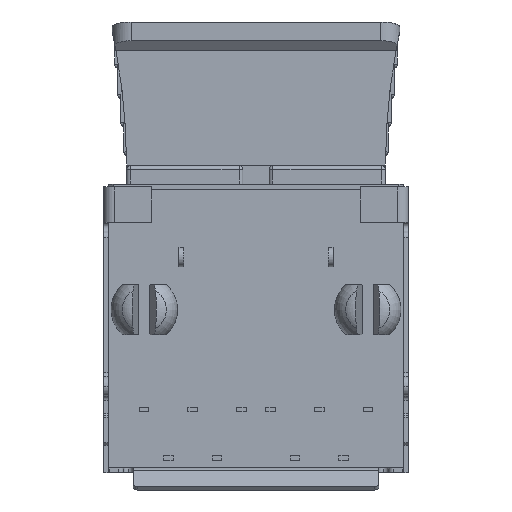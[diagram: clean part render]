
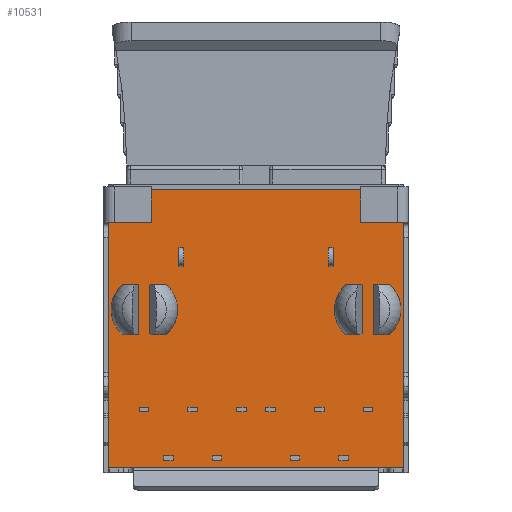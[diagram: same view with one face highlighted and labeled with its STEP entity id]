
A CAD part, front view. The second image highlights one B-rep face of the part: STEP entity #10531.
In plain terms, the highlighted planar face has unit normal (0, -1, 0).
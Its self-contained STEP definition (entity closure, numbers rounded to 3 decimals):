
#37 = ORIENTED_EDGE ( 'NONE', *, *, #15561, .F. ) ;
#180 = EDGE_LOOP ( 'NONE', ( #8472, #13851 ) ) ;
#190 = FACE_BOUND ( 'NONE', #14192, .T. ) ;
#378 = DIRECTION ( 'NONE',  ( 1., 0., 0. ) ) ;
#718 = CIRCLE ( 'NONE', #3543, 1.3 ) ;
#802 = CARTESIAN_POINT ( 'NONE',  ( 7.7, -5.425, -10.45 ) ) ;
#1029 = LINE ( 'NONE', #11588, #7922 ) ;
#1196 = CARTESIAN_POINT ( 'NONE',  ( -6.123, -5.425, -24.4 ) ) ;
#1380 = AXIS2_PLACEMENT_3D ( 'NONE', #12108, #4867, #13288 ) ;
#1398 = VECTOR ( 'NONE', #6657, 1000. ) ;
#1423 = VERTEX_POINT ( 'NONE', #7385 ) ;
#1427 = VECTOR ( 'NONE', #2390, 1000. ) ;
#1478 = ORIENTED_EDGE ( 'NONE', *, *, #5402, .T. ) ;
#1567 = CARTESIAN_POINT ( 'NONE',  ( 0., -5.425, 0. ) ) ;
#1761 = CARTESIAN_POINT ( 'NONE',  ( 5.527, -5.425, -16.265 ) ) ;
#1802 = EDGE_CURVE ( 'NONE', #11845, #1423, #4700, .T. ) ;
#2144 = AXIS2_PLACEMENT_3D ( 'NONE', #1567, #7973, #15593 ) ;
#2373 = CARTESIAN_POINT ( 'NONE',  ( 7.7, -5.425, -23.25 ) ) ;
#2390 = DIRECTION ( 'NONE',  ( 0., 0., -1. ) ) ;
#2447 = VERTEX_POINT ( 'NONE', #3088 ) ;
#2481 = DIRECTION ( 'NONE',  ( 0., 0., 1. ) ) ;
#2684 = ORIENTED_EDGE ( 'NONE', *, *, #15344, .T. ) ;
#2701 = ORIENTED_EDGE ( 'NONE', *, *, #5056, .F. ) ;
#2755 = ORIENTED_EDGE ( 'NONE', *, *, #2983, .T. ) ;
#2806 = ORIENTED_EDGE ( 'NONE', *, *, #15011, .T. ) ;
#2983 = EDGE_CURVE ( 'NONE', #2447, #7968, #6767, .T. ) ;
#3088 = CARTESIAN_POINT ( 'NONE',  ( -7.7, -5.425, -23.25 ) ) ;
#3134 = AXIS2_PLACEMENT_3D ( 'NONE', #11185, #3943, #12402 ) ;
#3543 = AXIS2_PLACEMENT_3D ( 'NONE', #10332, #4115, #378 ) ;
#3554 = DIRECTION ( 'NONE',  ( 0., 0., 1. ) ) ;
#3642 = DIRECTION ( 'NONE',  ( 0., 0., -1. ) ) ;
#3703 = VECTOR ( 'NONE', #13393, 1000. ) ;
#3745 = CARTESIAN_POINT ( 'NONE',  ( 0., -5.425, -23.25 ) ) ;
#3943 = DIRECTION ( 'NONE',  ( 0., -1., 0. ) ) ;
#4115 = DIRECTION ( 'NONE',  ( 0., 1., 0. ) ) ;
#4126 = VECTOR ( 'NONE', #6464, 1000. ) ;
#4700 = LINE ( 'NONE', #10795, #1427 ) ;
#4769 = EDGE_CURVE ( 'NONE', #11845, #1423, #11225, .T. ) ;
#4801 = ORIENTED_EDGE ( 'NONE', *, *, #8958, .F. ) ;
#4867 = DIRECTION ( 'NONE',  ( 0., -1., 0. ) ) ;
#4904 = CARTESIAN_POINT ( 'NONE',  ( 5.45, -5.425, -10.45 ) ) ;
#5010 = CARTESIAN_POINT ( 'NONE',  ( 5.45, -5.425, -10.45 ) ) ;
#5056 = EDGE_CURVE ( 'NONE', #13630, #13249, #11961, .T. ) ;
#5084 = CARTESIAN_POINT ( 'NONE',  ( 5.527, -5.425, -13.735 ) ) ;
#5167 = CARTESIAN_POINT ( 'NONE',  ( 5.825, -5.425, -15. ) ) ;
#5194 = FACE_BOUND ( 'NONE', #10516, .T. ) ;
#5271 = CARTESIAN_POINT ( 'NONE',  ( 6.123, -5.425, -13.735 ) ) ;
#5297 = EDGE_CURVE ( 'NONE', #9658, #7763, #11950, .T. ) ;
#5402 = EDGE_CURVE ( 'NONE', #7968, #9658, #10634, .T. ) ;
#5542 = VECTOR ( 'NONE', #7382, 1000. ) ;
#5597 = CARTESIAN_POINT ( 'NONE',  ( -7.7, -5.425, -23.25 ) ) ;
#5749 = LINE ( 'NONE', #13429, #8574 ) ;
#6243 = DIRECTION ( 'NONE',  ( 0., 0., 1. ) ) ;
#6433 = EDGE_CURVE ( 'NONE', #7338, #12634, #718, .T. ) ;
#6464 = DIRECTION ( 'NONE',  ( -1., 0., 0. ) ) ;
#6524 = LINE ( 'NONE', #5597, #7284 ) ;
#6657 = DIRECTION ( 'NONE',  ( 1., 0., 0. ) ) ;
#6727 = DIRECTION ( 'NONE',  ( 0., 0., 1. ) ) ;
#6767 = LINE ( 'NONE', #3745, #3703 ) ;
#6979 = CIRCLE ( 'NONE', #1380, 1.3 ) ;
#7134 = CIRCLE ( 'NONE', #3134, 1.3 ) ;
#7284 = VECTOR ( 'NONE', #6727, 1000. ) ;
#7338 = VERTEX_POINT ( 'NONE', #1761 ) ;
#7382 = DIRECTION ( 'NONE',  ( 0., 0., 1. ) ) ;
#7385 = CARTESIAN_POINT ( 'NONE',  ( 6.123, -5.425, -16.265 ) ) ;
#7438 = VECTOR ( 'NONE', #9339, 1000. ) ;
#7514 = PLANE ( 'NONE',  #2144 ) ;
#7524 = CARTESIAN_POINT ( 'NONE',  ( -6.123, -5.425, -16.265 ) ) ;
#7617 = ORIENTED_EDGE ( 'NONE', *, *, #4769, .T. ) ;
#7712 = DIRECTION ( 'NONE',  ( 0., 1., 0. ) ) ;
#7763 = VERTEX_POINT ( 'NONE', #5010 ) ;
#7810 = DIRECTION ( 'NONE',  ( 0., 0., 1. ) ) ;
#7861 = CARTESIAN_POINT ( 'NONE',  ( 7.7, -5.425, -23.25 ) ) ;
#7922 = VECTOR ( 'NONE', #7810, 1000. ) ;
#7935 = CARTESIAN_POINT ( 'NONE',  ( -5.45, -5.425, -10.45 ) ) ;
#7968 = VERTEX_POINT ( 'NONE', #7861 ) ;
#7973 = DIRECTION ( 'NONE',  ( 0., -1., 0. ) ) ;
#8422 = EDGE_CURVE ( 'NONE', #15190, #10142, #12617, .T. ) ;
#8472 = ORIENTED_EDGE ( 'NONE', *, *, #8422, .T. ) ;
#8536 = VERTEX_POINT ( 'NONE', #12214 ) ;
#8574 = VECTOR ( 'NONE', #6243, 1000. ) ;
#8958 = EDGE_CURVE ( 'NONE', #9234, #8536, #6979, .T. ) ;
#9036 = VECTOR ( 'NONE', #3642, 1000. ) ;
#9234 = VERTEX_POINT ( 'NONE', #14905 ) ;
#9339 = DIRECTION ( 'NONE',  ( -1., 0., 0. ) ) ;
#9361 = CARTESIAN_POINT ( 'NONE',  ( -7.7, -5.425, -10.45 ) ) ;
#9568 = LINE ( 'NONE', #13695, #1398 ) ;
#9658 = VERTEX_POINT ( 'NONE', #14766 ) ;
#9759 = ORIENTED_EDGE ( 'NONE', *, *, #5297, .T. ) ;
#10142 = VERTEX_POINT ( 'NONE', #7524 ) ;
#10158 = ORIENTED_EDGE ( 'NONE', *, *, #1802, .F. ) ;
#10265 = CARTESIAN_POINT ( 'NONE',  ( 5.45, -5.425, -8.75 ) ) ;
#10332 = CARTESIAN_POINT ( 'NONE',  ( 5.825, -5.425, -15. ) ) ;
#10516 = EDGE_LOOP ( 'NONE', ( #15730, #12781 ) ) ;
#10531 = ADVANCED_FACE ( 'NONE', ( #14051, #5194, #12731, #15207, #190 ), #7514, .T. ) ;
#10634 = LINE ( 'NONE', #2373, #13825 ) ;
#10690 = CARTESIAN_POINT ( 'NONE',  ( -5.45, -5.425, -8.75 ) ) ;
#10750 = EDGE_CURVE ( 'NONE', #2447, #10860, #6524, .T. ) ;
#10795 = CARTESIAN_POINT ( 'NONE',  ( 6.123, -5.425, -24.4 ) ) ;
#10860 = VERTEX_POINT ( 'NONE', #9361 ) ;
#10867 = LINE ( 'NONE', #4904, #11012 ) ;
#11012 = VECTOR ( 'NONE', #2481, 1000. ) ;
#11107 = LINE ( 'NONE', #12464, #4126 ) ;
#11185 = CARTESIAN_POINT ( 'NONE',  ( -5.825, -5.425, -15. ) ) ;
#11225 = CIRCLE ( 'NONE', #13905, 1.3 ) ;
#11543 = VERTEX_POINT ( 'NONE', #10265 ) ;
#11588 = CARTESIAN_POINT ( 'NONE',  ( 5.527, -5.425, -24.4 ) ) ;
#11646 = EDGE_CURVE ( 'NONE', #9234, #8536, #5749, .T. ) ;
#11696 = EDGE_LOOP ( 'NONE', ( #10158, #7617 ) ) ;
#11845 = VERTEX_POINT ( 'NONE', #5271 ) ;
#11950 = LINE ( 'NONE', #802, #7438 ) ;
#11961 = LINE ( 'NONE', #13518, #5542 ) ;
#12108 = CARTESIAN_POINT ( 'NONE',  ( -5.825, -5.425, -15. ) ) ;
#12214 = CARTESIAN_POINT ( 'NONE',  ( -5.527, -5.425, -13.735 ) ) ;
#12402 = DIRECTION ( 'NONE',  ( -1., 0., 0. ) ) ;
#12464 = CARTESIAN_POINT ( 'NONE',  ( 5.45, -5.425, -8.75 ) ) ;
#12617 = LINE ( 'NONE', #1196, #9036 ) ;
#12634 = VERTEX_POINT ( 'NONE', #5084 ) ;
#12731 = FACE_OUTER_BOUND ( 'NONE', #15025, .T. ) ;
#12781 = ORIENTED_EDGE ( 'NONE', *, *, #6433, .T. ) ;
#13249 = VERTEX_POINT ( 'NONE', #10690 ) ;
#13288 = DIRECTION ( 'NONE',  ( -1., 0., 0. ) ) ;
#13393 = DIRECTION ( 'NONE',  ( 1., 0., 0. ) ) ;
#13429 = CARTESIAN_POINT ( 'NONE',  ( -5.527, -5.425, -24.4 ) ) ;
#13518 = CARTESIAN_POINT ( 'NONE',  ( -5.45, -5.425, -10.45 ) ) ;
#13593 = DIRECTION ( 'NONE',  ( 1., 0., 0. ) ) ;
#13630 = VERTEX_POINT ( 'NONE', #7935 ) ;
#13695 = CARTESIAN_POINT ( 'NONE',  ( -7.7, -5.425, -10.45 ) ) ;
#13825 = VECTOR ( 'NONE', #3554, 1000. ) ;
#13851 = ORIENTED_EDGE ( 'NONE', *, *, #15530, .F. ) ;
#13905 = AXIS2_PLACEMENT_3D ( 'NONE', #5167, #7712, #13593 ) ;
#14051 = FACE_BOUND ( 'NONE', #11696, .T. ) ;
#14065 = EDGE_CURVE ( 'NONE', #7338, #12634, #1029, .T. ) ;
#14192 = EDGE_LOOP ( 'NONE', ( #14703, #4801 ) ) ;
#14703 = ORIENTED_EDGE ( 'NONE', *, *, #11646, .T. ) ;
#14766 = CARTESIAN_POINT ( 'NONE',  ( 7.7, -5.425, -10.45 ) ) ;
#14905 = CARTESIAN_POINT ( 'NONE',  ( -5.527, -5.425, -16.265 ) ) ;
#15011 = EDGE_CURVE ( 'NONE', #11543, #13249, #11107, .T. ) ;
#15025 = EDGE_LOOP ( 'NONE', ( #2755, #1478, #9759, #2684, #2806, #2701, #37, #15431 ) ) ;
#15190 = VERTEX_POINT ( 'NONE', #15251 ) ;
#15207 = FACE_BOUND ( 'NONE', #180, .T. ) ;
#15251 = CARTESIAN_POINT ( 'NONE',  ( -6.123, -5.425, -13.735 ) ) ;
#15344 = EDGE_CURVE ( 'NONE', #7763, #11543, #10867, .T. ) ;
#15431 = ORIENTED_EDGE ( 'NONE', *, *, #10750, .F. ) ;
#15530 = EDGE_CURVE ( 'NONE', #15190, #10142, #7134, .T. ) ;
#15561 = EDGE_CURVE ( 'NONE', #10860, #13630, #9568, .T. ) ;
#15593 = DIRECTION ( 'NONE',  ( 1., 0., 0. ) ) ;
#15730 = ORIENTED_EDGE ( 'NONE', *, *, #14065, .F. ) ;
